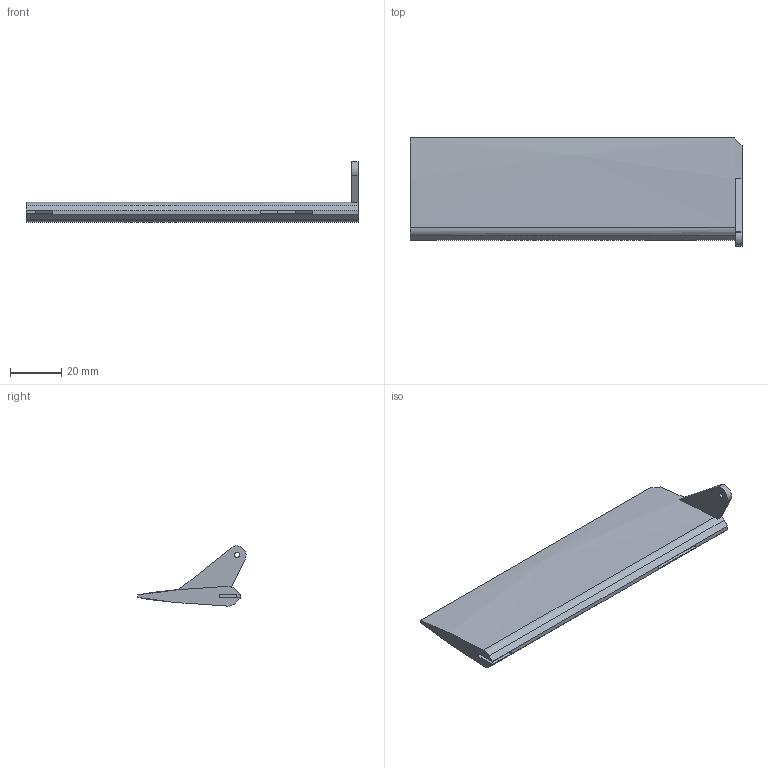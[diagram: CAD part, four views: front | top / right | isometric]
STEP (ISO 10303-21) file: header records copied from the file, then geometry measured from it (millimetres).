
FILE_DESCRIPTION(/* description */ (''),/* implementation_level */ '2;1');
FILE_NAME(/* name */ 'Elevator L.step',/* time_stamp */ '2024-11-26T12:09:19+01:00',/* author */ (''),/* organization */ (''),/* preprocessor_version */ 'ST-DEVELOPER v20',/* originating_system */ 'Autodesk Translation Framework v13.20.0.188',/* authorisation */ '');
FILE_SCHEMA (('AUTOMOTIVE_DESIGN { 1 0 10303 214 3 1 1 }'));
Length unit declared in the file: millimetre
Products named in the file (1): Elevator L
Bounding box: 130 x 42.33 x 23.59 mm (x, y, z)
Volume: 27451.1 mm3; surface area: 12359.5 mm2
Topology: 1 solids, 1 shells, 29 faces, 78 edges, 52 vertices
Faces by surface type: plane 23, bspline 4, cylinder 2
Full cylindrical faces by diameter (mm): 2 x1
Entity records: 1226 total; most frequent: CARTESIAN_POINT 498, ORIENTED_EDGE 156, DIRECTION 116, EDGE_CURVE 78, LINE 56, VECTOR 56, VERTEX_POINT 52, EDGE_LOOP 32
